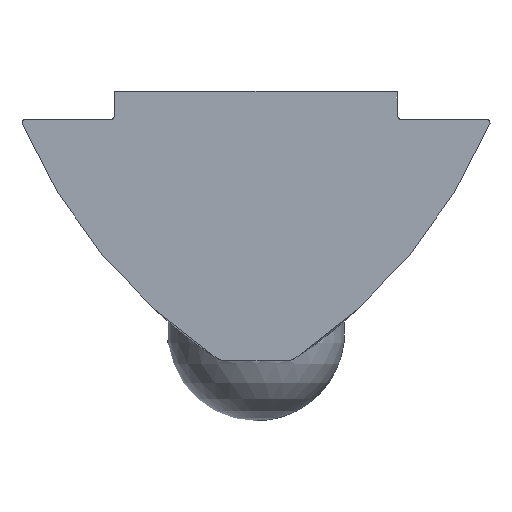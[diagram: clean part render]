
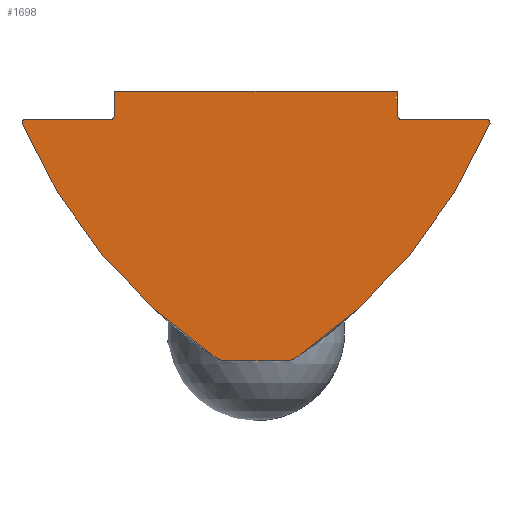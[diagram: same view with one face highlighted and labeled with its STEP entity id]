
A CAD part, front view. The second image highlights one B-rep face of the part: STEP entity #1698.
In plain terms, the highlighted planar face has unit normal (0, -1, 0).
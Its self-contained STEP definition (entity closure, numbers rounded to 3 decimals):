
#84=CARTESIAN_POINT('',(-2.65,0.0,0.0));
#85=VERTEX_POINT('',#84);
#92=CARTESIAN_POINT('',(-2.6,0.0,-0.05));
#93=VERTEX_POINT('',#92);
#94=CARTESIAN_POINT('',(-2.65,0.0,-0.05));
#95=DIRECTION('',(0.0,1.0,0.0));
#96=DIRECTION('',(0.707,0.0,0.707));
#97=AXIS2_PLACEMENT_3D('',#94,#95,#96);
#98=CIRCLE('',#97,0.05);
#99=EDGE_CURVE('',#85,#93,#98,.T.);
#124=CARTESIAN_POINT('',(-10.55,0.0,0.0));
#125=VERTEX_POINT('',#124);
#132=CARTESIAN_POINT('',(-10.55,0.0,0.0));
#133=DIRECTION('',(1.0,0.0,0.0));
#134=VECTOR('',#133,7.9);
#135=LINE('',#132,#134);
#136=EDGE_CURVE('',#125,#85,#135,.T.);
#287=CARTESIAN_POINT('',(-10.6,0.0,-0.05));
#288=VERTEX_POINT('',#287);
#295=CARTESIAN_POINT('',(-10.55,0.0,-0.05));
#296=DIRECTION('',(0.0,1.0,0.0));
#297=DIRECTION('',(-0.707,0.0,0.707));
#298=AXIS2_PLACEMENT_3D('',#295,#296,#297);
#299=CIRCLE('',#298,0.05);
#300=EDGE_CURVE('',#288,#125,#299,.T.);
#1158=CARTESIAN_POINT('',(-7.728,0.0,-7.516));
#1159=VERTEX_POINT('',#1158);
#1166=CARTESIAN_POINT('',(-13.2,0.0,-0.9));
#1167=VERTEX_POINT('',#1166);
#1168=CARTESIAN_POINT('',(0.611,0.0,4.953));
#1169=DIRECTION('',(0.0,1.0,0.0));
#1170=DIRECTION('',(-0.556,0.0,-0.831));
#1171=AXIS2_PLACEMENT_3D('',#1168,#1169,#1170);
#1172=CIRCLE('',#1171,15.);
#1173=EDGE_CURVE('',#1159,#1167,#1172,.T.);
#1308=CARTESIAN_POINT('',(0.0,0.0,-0.9));
#1309=VERTEX_POINT('',#1308);
#1316=CARTESIAN_POINT('',(-5.472,0.0,-7.516));
#1317=VERTEX_POINT('',#1316);
#1318=CARTESIAN_POINT('',(-13.811,0.0,4.953));
#1319=DIRECTION('',(0.0,1.0,0.0));
#1320=DIRECTION('',(0.921,0.0,-0.39));
#1321=AXIS2_PLACEMENT_3D('',#1318,#1319,#1320);
#1322=CIRCLE('',#1321,15.);
#1323=EDGE_CURVE('',#1309,#1317,#1322,.T.);
#1431=CARTESIAN_POINT('',(-10.6,0.0,-0.7));
#1432=VERTEX_POINT('',#1431);
#1439=CARTESIAN_POINT('',(-10.6,0.0,-0.7));
#1440=DIRECTION('',(0.0,0.0,1.0));
#1441=VECTOR('',#1440,0.65);
#1442=LINE('',#1439,#1441);
#1443=EDGE_CURVE('',#1432,#288,#1442,.T.);
#1453=CARTESIAN_POINT('',(-10.7,0.0,-0.8));
#1454=VERTEX_POINT('',#1453);
#1455=CARTESIAN_POINT('',(-10.7,0.0,-0.7));
#1456=DIRECTION('',(0.0,-1.0,0.0));
#1457=DIRECTION('',(-1.0,0.0,0.0));
#1458=AXIS2_PLACEMENT_3D('',#1455,#1456,#1457);
#1459=CIRCLE('',#1458,0.1);
#1460=EDGE_CURVE('',#1454,#1432,#1459,.T.);
#1478=CARTESIAN_POINT('',(-13.1,0.0,-0.8));
#1479=VERTEX_POINT('',#1478);
#1480=CARTESIAN_POINT('',(-13.1,0.0,-0.8));
#1481=DIRECTION('',(1.0,0.0,0.0));
#1482=VECTOR('',#1481,2.4);
#1483=LINE('',#1480,#1482);
#1484=EDGE_CURVE('',#1479,#1454,#1483,.T.);
#1502=CARTESIAN_POINT('',(-13.1,0.0,-0.9));
#1503=DIRECTION('',(0.0,1.0,0.0));
#1504=DIRECTION('',(-1.0,0.0,0.0));
#1505=AXIS2_PLACEMENT_3D('',#1502,#1503,#1504);
#1506=CIRCLE('',#1505,0.1);
#1507=EDGE_CURVE('',#1167,#1479,#1506,.T.);
#1521=CARTESIAN_POINT('',(-7.45,0.0,-7.6));
#1522=VERTEX_POINT('',#1521);
#1529=CARTESIAN_POINT('',(-7.45,0.0,-7.1));
#1530=DIRECTION('',(0.0,1.0,0.0));
#1531=DIRECTION('',(0.0,0.0,-1.0));
#1532=AXIS2_PLACEMENT_3D('',#1529,#1530,#1531);
#1533=CIRCLE('',#1532,0.5);
#1534=EDGE_CURVE('',#1522,#1159,#1533,.T.);
#1547=CARTESIAN_POINT('',(-5.75,0.0,-7.6));
#1548=VERTEX_POINT('',#1547);
#1555=CARTESIAN_POINT('',(-5.75,0.0,-7.6));
#1556=DIRECTION('',(-1.0,0.0,0.0));
#1557=VECTOR('',#1556,1.699);
#1558=LINE('',#1555,#1557);
#1559=EDGE_CURVE('',#1548,#1522,#1558,.T.);
#1572=CARTESIAN_POINT('',(-5.75,0.0,-7.1));
#1573=DIRECTION('',(0.0,1.0,0.0));
#1574=DIRECTION('',(0.556,0.0,-0.831));
#1575=AXIS2_PLACEMENT_3D('',#1572,#1573,#1574);
#1576=CIRCLE('',#1575,0.5);
#1577=EDGE_CURVE('',#1317,#1548,#1576,.T.);
#1589=CARTESIAN_POINT('',(-0.1,0.0,-0.8));
#1590=VERTEX_POINT('',#1589);
#1591=CARTESIAN_POINT('',(-0.1,0.0,-0.9));
#1592=DIRECTION('',(0.0,1.0,0.0));
#1593=DIRECTION('',(0.0,0.0,1.0));
#1594=AXIS2_PLACEMENT_3D('',#1591,#1592,#1593);
#1595=CIRCLE('',#1594,0.1);
#1596=EDGE_CURVE('',#1590,#1309,#1595,.T.);
#1614=CARTESIAN_POINT('',(-2.5,0.0,-0.8));
#1615=VERTEX_POINT('',#1614);
#1616=CARTESIAN_POINT('',(-2.5,0.0,-0.8));
#1617=DIRECTION('',(1.0,0.0,0.0));
#1618=VECTOR('',#1617,2.4);
#1619=LINE('',#1616,#1618);
#1620=EDGE_CURVE('',#1615,#1590,#1619,.T.);
#1638=CARTESIAN_POINT('',(-2.6,0.0,-0.7));
#1639=VERTEX_POINT('',#1638);
#1640=CARTESIAN_POINT('',(-2.5,0.0,-0.7));
#1641=DIRECTION('',(0.0,-1.0,0.0));
#1642=DIRECTION('',(0.0,0.0,1.0));
#1643=AXIS2_PLACEMENT_3D('',#1640,#1641,#1642);
#1644=CIRCLE('',#1643,0.1);
#1645=EDGE_CURVE('',#1639,#1615,#1644,.T.);
#1664=CARTESIAN_POINT('',(-2.6,0.0,-0.05));
#1665=DIRECTION('',(0.0,0.0,-1.0));
#1666=VECTOR('',#1665,0.65);
#1667=LINE('',#1664,#1666);
#1668=EDGE_CURVE('',#93,#1639,#1667,.T.);
#1675=CARTESIAN_POINT('',(-6.6,0.0,-2.658));
#1676=DIRECTION('',(0.0,1.0,0.0));
#1677=DIRECTION('',(0.0,0.0,1.0));
#1678=AXIS2_PLACEMENT_3D('',#1675,#1676,#1677);
#1679=PLANE('',#1678);
#1680=ORIENTED_EDGE('',*,*,#99,.F.);
#1681=ORIENTED_EDGE('',*,*,#136,.F.);
#1682=ORIENTED_EDGE('',*,*,#300,.F.);
#1683=ORIENTED_EDGE('',*,*,#1443,.F.);
#1684=ORIENTED_EDGE('',*,*,#1460,.F.);
#1685=ORIENTED_EDGE('',*,*,#1484,.F.);
#1686=ORIENTED_EDGE('',*,*,#1507,.F.);
#1687=ORIENTED_EDGE('',*,*,#1173,.F.);
#1688=ORIENTED_EDGE('',*,*,#1534,.F.);
#1689=ORIENTED_EDGE('',*,*,#1559,.F.);
#1690=ORIENTED_EDGE('',*,*,#1577,.F.);
#1691=ORIENTED_EDGE('',*,*,#1323,.F.);
#1692=ORIENTED_EDGE('',*,*,#1596,.F.);
#1693=ORIENTED_EDGE('',*,*,#1620,.F.);
#1694=ORIENTED_EDGE('',*,*,#1645,.F.);
#1695=ORIENTED_EDGE('',*,*,#1668,.F.);
#1696=EDGE_LOOP('',(#1680,#1681,#1682,#1683,#1684,#1685,#1686,#1687,#1688,#1689,#1690,#1691,#1692,#1693,#1694,#1695));
#1697=FACE_OUTER_BOUND('',#1696,.T.);
#1698=ADVANCED_FACE('',(#1697),#1679,.F.);
